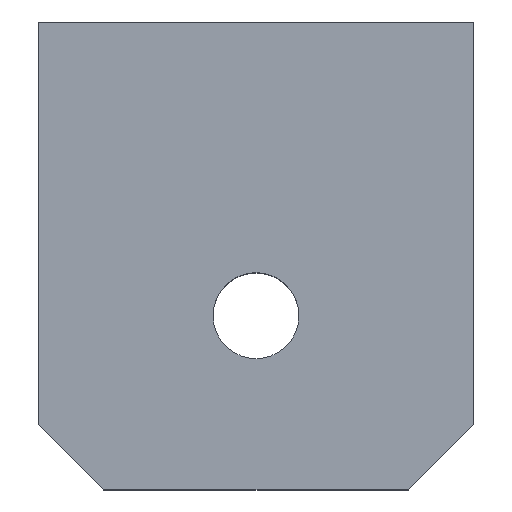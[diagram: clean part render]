
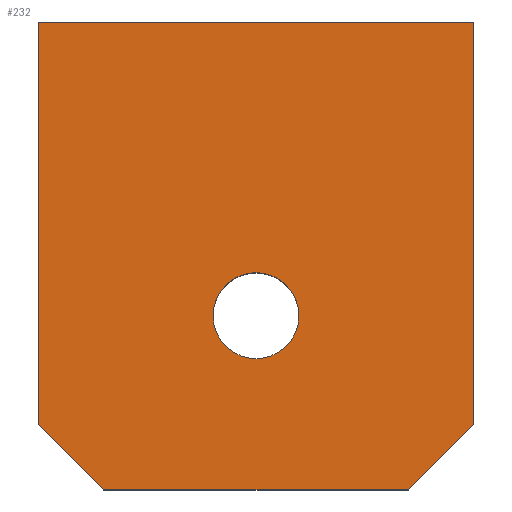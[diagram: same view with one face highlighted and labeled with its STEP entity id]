
A CAD part, top view. The second image highlights one B-rep face of the part: STEP entity #232.
In plain terms, the highlighted planar face has unit normal (0, 0, 1).
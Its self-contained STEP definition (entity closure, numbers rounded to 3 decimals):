
#19=FACE_BOUND('',#48,.T.);
#24=CIRCLE('',#262,1.975);
#32=FACE_OUTER_BOUND('',#47,.T.);
#47=EDGE_LOOP('',(#161,#162,#163,#164,#165,#166));
#48=EDGE_LOOP('',(#167));
#67=LINE('',#358,#89);
#68=LINE('',#360,#90);
#69=LINE('',#362,#91);
#70=LINE('',#364,#92);
#71=LINE('',#366,#93);
#72=LINE('',#367,#94);
#89=VECTOR('',#288,10.);
#90=VECTOR('',#289,10.);
#91=VECTOR('',#290,10.);
#92=VECTOR('',#291,10.);
#93=VECTOR('',#292,10.);
#94=VECTOR('',#293,10.);
#111=VERTEX_POINT('',#356);
#112=VERTEX_POINT('',#357);
#113=VERTEX_POINT('',#359);
#114=VERTEX_POINT('',#361);
#115=VERTEX_POINT('',#363);
#116=VERTEX_POINT('',#365);
#117=VERTEX_POINT('',#368);
#131=EDGE_CURVE('',#111,#112,#67,.T.);
#132=EDGE_CURVE('',#113,#111,#68,.T.);
#133=EDGE_CURVE('',#114,#113,#69,.T.);
#134=EDGE_CURVE('',#115,#114,#70,.T.);
#135=EDGE_CURVE('',#116,#115,#71,.T.);
#136=EDGE_CURVE('',#112,#116,#72,.T.);
#137=EDGE_CURVE('',#117,#117,#24,.F.);
#161=ORIENTED_EDGE('',*,*,#131,.F.);
#162=ORIENTED_EDGE('',*,*,#132,.F.);
#163=ORIENTED_EDGE('',*,*,#133,.F.);
#164=ORIENTED_EDGE('',*,*,#134,.F.);
#165=ORIENTED_EDGE('',*,*,#135,.F.);
#166=ORIENTED_EDGE('',*,*,#136,.F.);
#167=ORIENTED_EDGE('',*,*,#137,.F.);
#221=PLANE('',#261);
#232=ADVANCED_FACE('',(#32,#19),#221,.T.);
#261=AXIS2_PLACEMENT_3D('',#355,#286,#287);
#262=AXIS2_PLACEMENT_3D('',#369,#294,#295);
#286=DIRECTION('center_axis',(0.,0.,
1.));
#287=DIRECTION('ref_axis',(1.,0.,0.));
#288=DIRECTION('',(-0.707,0.707,0.));
#289=DIRECTION('',(-1.,0.,0.));
#290=DIRECTION('',(-0.707,-0.707,0.));
#291=DIRECTION('',(0.,-1.,0.));
#292=DIRECTION('',(1.,0.,0.));
#293=DIRECTION('',(0.,1.,0.));
#294=DIRECTION('center_axis',(0.,0.,
-1.));
#295=DIRECTION('ref_axis',(1.,0.,0.));
#355=CARTESIAN_POINT('Origin',(85.347,134.289,412.434));
#356=CARTESIAN_POINT('',(78.347,118.289,412.434));
#357=CARTESIAN_POINT('',(75.347,121.289,412.434));
#358=CARTESIAN_POINT('',(75.347,121.289,412.434));
#359=CARTESIAN_POINT('',(92.347,118.289,412.434));
#360=CARTESIAN_POINT('',(90.347,118.289,412.434));
#361=CARTESIAN_POINT('',(95.347,121.289,412.434));
#362=CARTESIAN_POINT('',(95.347,121.289,412.434));
#363=CARTESIAN_POINT('',(95.347,139.789,412.434));
#364=CARTESIAN_POINT('',(95.347,137.789,412.434));
#365=CARTESIAN_POINT('',(75.347,139.789,412.434));
#366=CARTESIAN_POINT('',(48.847,139.789,412.434));
#367=CARTESIAN_POINT('',(75.347,127.789,412.434));
#368=CARTESIAN_POINT('',(83.372,126.289,412.434));
#369=CARTESIAN_POINT('Origin',(85.347,126.289,412.434));
